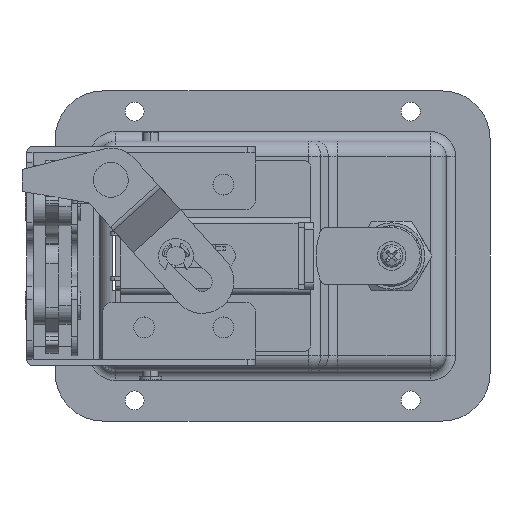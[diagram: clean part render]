
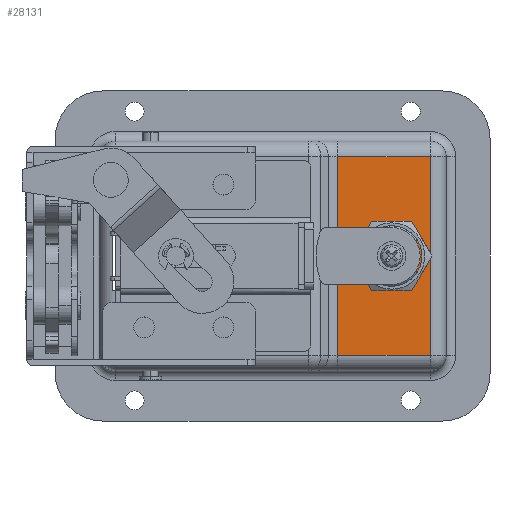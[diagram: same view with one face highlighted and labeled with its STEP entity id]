
A CAD part, front view. The second image highlights one B-rep face of the part: STEP entity #28131.
In plain terms, the highlighted planar face has unit normal (0, -1, 0).
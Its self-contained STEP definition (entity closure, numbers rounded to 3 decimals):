
#185 = DIRECTION ( 'NONE',  ( 0., 1., 0. ) ) ;
#367 = AXIS2_PLACEMENT_3D ( 'NONE', #8983, #18342, #20674 ) ;
#950 = VERTEX_POINT ( 'NONE', #10179 ) ;
#1313 = VERTEX_POINT ( 'NONE', #4116 ) ;
#1530 = ORIENTED_EDGE ( 'NONE', *, *, #25345, .T. ) ;
#2267 = EDGE_LOOP ( 'NONE', ( #8251, #13886, #26676, #10671 ) ) ;
#2407 = EDGE_CURVE ( 'NONE', #11892, #22682, #17922, .T. ) ;
#2705 = VECTOR ( 'NONE', #22103, 1000. ) ;
#2765 = VECTOR ( 'NONE', #10375, 1000. ) ;
#3067 = LINE ( 'NONE', #13633, #14215 ) ;
#3457 = CARTESIAN_POINT ( 'NONE',  ( 49.7, -13.5, -31.2 ) ) ;
#4116 = CARTESIAN_POINT ( 'NONE',  ( 29.6, -13.5, 5.714 ) ) ;
#5550 = CARTESIAN_POINT ( 'NONE',  ( 20.48, -13.5, -31.2 ) ) ;
#5797 = DIRECTION ( 'NONE',  ( 0., 0., -1. ) ) ;
#6145 = CIRCLE ( 'NONE', #367, 9.75 ) ;
#6476 = ORIENTED_EDGE ( 'NONE', *, *, #2407, .T. ) ;
#6626 = EDGE_CURVE ( 'NONE', #22682, #29181, #6145, .T. ) ;
#6636 = EDGE_LOOP ( 'NONE', ( #6476, #18702, #1530, #23627 ) ) ;
#6739 = VECTOR ( 'NONE', #21670, 1000. ) ;
#6919 = DIRECTION ( 'NONE',  ( -1., 0., 0. ) ) ;
#7940 = EDGE_CURVE ( 'NONE', #1313, #11892, #23777, .T. ) ;
#8251 = ORIENTED_EDGE ( 'NONE', *, *, #20471, .T. ) ;
#8491 = LINE ( 'NONE', #24412, #2765 ) ;
#8933 = DIRECTION ( 'NONE',  ( -1., 0., 0. ) ) ;
#8983 = CARTESIAN_POINT ( 'NONE',  ( 37.5, -13.5, 0. ) ) ;
#9118 = FACE_OUTER_BOUND ( 'NONE', #2267, .T. ) ;
#9213 = DIRECTION ( 'NONE',  ( -1., 0., 0. ) ) ;
#10111 = CARTESIAN_POINT ( 'NONE',  ( 49.7, -13.5, 31.2 ) ) ;
#10179 = CARTESIAN_POINT ( 'NONE',  ( 49.7, -13.5, -31.2 ) ) ;
#10375 = DIRECTION ( 'NONE',  ( 0., 0., 1. ) ) ;
#10671 = ORIENTED_EDGE ( 'NONE', *, *, #16068, .T. ) ;
#10882 = FACE_BOUND ( 'NONE', #6636, .T. ) ;
#11467 = EDGE_CURVE ( 'NONE', #28973, #950, #25076, .T. ) ;
#11548 = EDGE_CURVE ( 'NONE', #23268, #950, #27592, .T. ) ;
#11892 = VERTEX_POINT ( 'NONE', #18938 ) ;
#12006 = VECTOR ( 'NONE', #24522, 1000. ) ;
#12070 = VERTEX_POINT ( 'NONE', #15070 ) ;
#12793 = CARTESIAN_POINT ( 'NONE',  ( 49.7, -13.5, 36.2 ) ) ;
#13633 = CARTESIAN_POINT ( 'NONE',  ( 49.7, -13.5, 31.2 ) ) ;
#13886 = ORIENTED_EDGE ( 'NONE', *, *, #11467, .T. ) ;
#14024 = CARTESIAN_POINT ( 'NONE',  ( 37.5, -13.5, 0. ) ) ;
#14052 = PLANE ( 'NONE',  #28983 ) ;
#14215 = VECTOR ( 'NONE', #8933, 1000. ) ;
#15070 = CARTESIAN_POINT ( 'NONE',  ( 20.48, -13.5, 31.2 ) ) ;
#16068 = EDGE_CURVE ( 'NONE', #23268, #12070, #3067, .T. ) ;
#16070 = DIRECTION ( 'NONE',  ( 0., 1., 0. ) ) ;
#17229 = VECTOR ( 'NONE', #5797, 1000. ) ;
#17922 = LINE ( 'NONE', #25751, #6739 ) ;
#18342 = DIRECTION ( 'NONE',  ( 0., 1., 0. ) ) ;
#18702 = ORIENTED_EDGE ( 'NONE', *, *, #6626, .T. ) ;
#18938 = CARTESIAN_POINT ( 'NONE',  ( 45.4, -13.5, 5.714 ) ) ;
#19609 = CARTESIAN_POINT ( 'NONE',  ( 20.48, -13.5, 36.2 ) ) ;
#20471 = EDGE_CURVE ( 'NONE', #12070, #28973, #24869, .T. ) ;
#20674 = DIRECTION ( 'NONE',  ( -1., 0., 0. ) ) ;
#21670 = DIRECTION ( 'NONE',  ( 0., 0., -1. ) ) ;
#22103 = DIRECTION ( 'NONE',  ( 0., 0., -1. ) ) ;
#22682 = VERTEX_POINT ( 'NONE', #28900 ) ;
#22962 = CARTESIAN_POINT ( 'NONE',  ( 49.7, -13.5, 36.2 ) ) ;
#23268 = VERTEX_POINT ( 'NONE', #10111 ) ;
#23557 = AXIS2_PLACEMENT_3D ( 'NONE', #14024, #185, #9213 ) ;
#23627 = ORIENTED_EDGE ( 'NONE', *, *, #7940, .T. ) ;
#23777 = CIRCLE ( 'NONE', #23557, 9.75 ) ;
#24412 = CARTESIAN_POINT ( 'NONE',  ( 29.6, -13.5, 36.2 ) ) ;
#24522 = DIRECTION ( 'NONE',  ( 1., 0., 0. ) ) ;
#24869 = LINE ( 'NONE', #19609, #17229 ) ;
#25076 = LINE ( 'NONE', #3457, #12006 ) ;
#25345 = EDGE_CURVE ( 'NONE', #29181, #1313, #8491, .T. ) ;
#25751 = CARTESIAN_POINT ( 'NONE',  ( 45.4, -13.5, 36.2 ) ) ;
#26676 = ORIENTED_EDGE ( 'NONE', *, *, #11548, .F. ) ;
#27592 = LINE ( 'NONE', #12793, #2705 ) ;
#28131 = ADVANCED_FACE ( 'NONE', ( #10882, #9118 ), #14052, .F. ) ;
#28900 = CARTESIAN_POINT ( 'NONE',  ( 45.4, -13.5, -5.714 ) ) ;
#28973 = VERTEX_POINT ( 'NONE', #5550 ) ;
#28983 = AXIS2_PLACEMENT_3D ( 'NONE', #22962, #16070, #6919 ) ;
#29141 = CARTESIAN_POINT ( 'NONE',  ( 29.6, -13.5, -5.714 ) ) ;
#29181 = VERTEX_POINT ( 'NONE', #29141 ) ;
